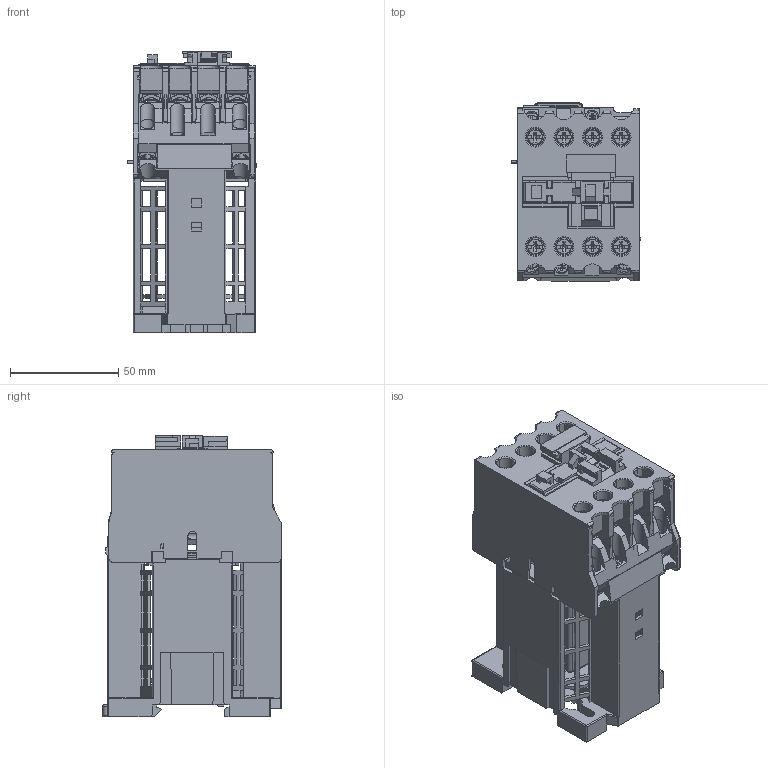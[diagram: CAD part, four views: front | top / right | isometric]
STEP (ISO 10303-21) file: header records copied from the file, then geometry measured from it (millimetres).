
FILE_DESCRIPTION((''),'2;1');
FILE_NAME('2401025_SW0001','2017-09-22T',('xuping'),(''),'PRO/ENGINEER BY PARAMETRIC TECHNOLOGY CORPORATION, 2008380','PRO/ENGINEER BY PARAMETRIC TECHNOLOGY CORPORATION, 2008380','');
FILE_SCHEMA(('CONFIG_CONTROL_DESIGN'));
Products named in the file (1): 2401025_SW0001
Bounding box: 59.7 x 82.3 x 130 mm (x, y, z)
Volume: 160289.6 mm3; surface area: 163583.9 mm2
Topology: 6 solids, 6 shells, 6130 faces, 17898 edges, 11448 vertices
Faces by surface type: plane 4475, cylinder 1239, torus 144, cone 118, sphere 94, bspline 59, extrusion 1
Entity records: 216713 total; most frequent: CARTESIAN_POINT 55664, ORIENTED_EDGE 35676, DIRECTION 30687, EDGE_CURVE 17838, VECTOR 14269, LINE 14268, VERTEX_POINT 11440, AXIS2_PLACEMENT_3D 8209
